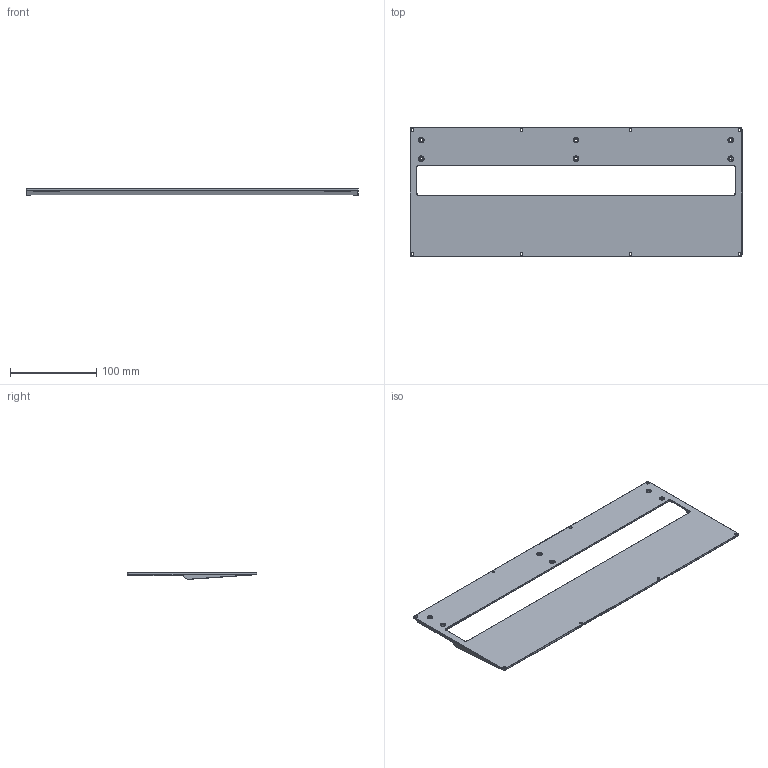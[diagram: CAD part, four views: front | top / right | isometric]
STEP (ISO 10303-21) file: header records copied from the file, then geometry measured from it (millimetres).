
FILE_DESCRIPTION(('FreeCAD Model'),'2;1');
FILE_NAME('Open CASCADE Shape Model','2023-06-18T01:47:26',('Author'),( ''),'Open CASCADE STEP processor 7.6','FreeCAD','Unknown');
FILE_SCHEMA(('AUTOMOTIVE_DESIGN { 1 0 10303 214 1 1 1 1 }'));
Length unit declared in the file: millimetre
Products named in the file (2): bottom_case; Body025
Assembly tree (1 placements, depth 2):
  bottom_case
    Body025
Bounding box: 385.76 x 150.01 x 8.05 mm (x, y, z)
Volume: 170727.1 mm3; surface area: 98951.5 mm2
Topology: 1 solids, 1 shells, 286 faces, 649 edges, 375 vertices
Faces by surface type: cylinder 134, plane 78, torus 52, bspline 18, sphere 4
Full cylindrical faces by diameter (mm): 3 x1, 3.2 x13, 6 x6, 9.9 x6
Entity records: 8784 total; most frequent: CARTESIAN_POINT 2347, DIRECTION 1423, ORIENTED_EDGE 1290, EDGE_CURVE 645, AXIS2_PLACEMENT_3D 563, VERTEX_POINT 375, FACE_BOUND 330, EDGE_LOOP 330
